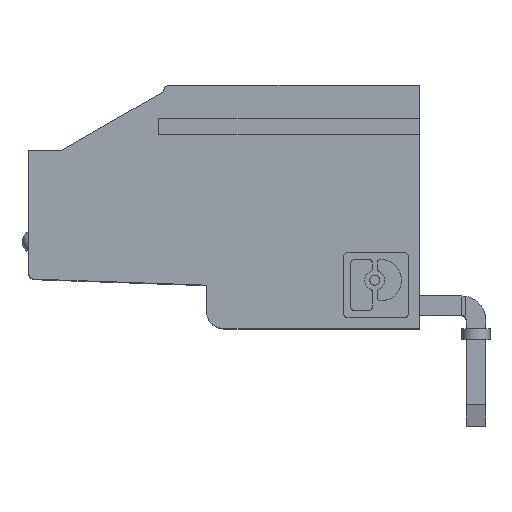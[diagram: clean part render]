
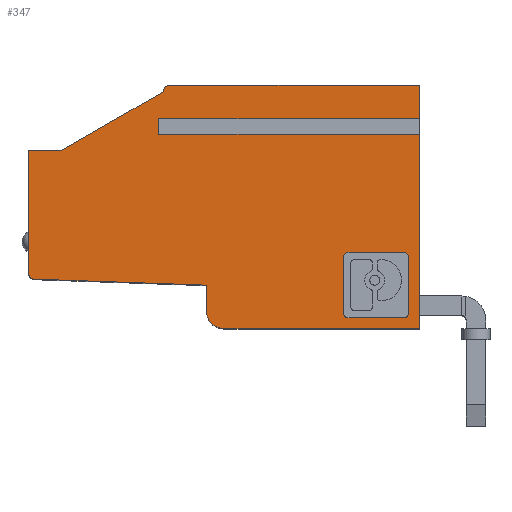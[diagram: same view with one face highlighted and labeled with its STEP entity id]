
A CAD part, top view. The second image highlights one B-rep face of the part: STEP entity #347.
In plain terms, the highlighted planar face has unit normal (0, 0, 1).
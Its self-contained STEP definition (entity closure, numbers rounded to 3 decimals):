
#347=ADVANCED_FACE('',(#879,#880),#881,.F.);
#879=FACE_OUTER_BOUND('',#1595,.T.);
#880=FACE_BOUND('',#1596,.T.);
#881=PLANE('',#1597);
#1595=EDGE_LOOP('',(#2595,#2596,#2597,#2598,#2599,#2600,#2601,#2602,#2603,#2604,#2605,#2606,#2607,#2608,#2609));
#1596=EDGE_LOOP('',(#2610,#2611,#2612,#2613,#2614,#2615,#2616,#2617));
#1597=AXIS2_PLACEMENT_3D('',#2618,#2619,#2620);
#2595=ORIENTED_EDGE('',*,*,#4484,.F.);
#2596=ORIENTED_EDGE('',*,*,#4485,.T.);
#2597=ORIENTED_EDGE('',*,*,#4486,.T.);
#2598=ORIENTED_EDGE('',*,*,#4487,.T.);
#2599=ORIENTED_EDGE('',*,*,#4488,.F.);
#2600=ORIENTED_EDGE('',*,*,#4222,.T.);
#2601=ORIENTED_EDGE('',*,*,#4489,.F.);
#2602=ORIENTED_EDGE('',*,*,#4490,.T.);
#2603=ORIENTED_EDGE('',*,*,#4270,.T.);
#2604=ORIENTED_EDGE('',*,*,#4491,.F.);
#2605=ORIENTED_EDGE('',*,*,#4492,.T.);
#2606=ORIENTED_EDGE('',*,*,#4493,.T.);
#2607=ORIENTED_EDGE('',*,*,#4383,.T.);
#2608=ORIENTED_EDGE('',*,*,#4494,.F.);
#2609=ORIENTED_EDGE('',*,*,#4495,.T.);
#2610=ORIENTED_EDGE('',*,*,#4209,.F.);
#2611=ORIENTED_EDGE('',*,*,#4496,.T.);
#2612=ORIENTED_EDGE('',*,*,#4497,.F.);
#2613=ORIENTED_EDGE('',*,*,#4233,.T.);
#2614=ORIENTED_EDGE('',*,*,#4498,.F.);
#2615=ORIENTED_EDGE('',*,*,#4499,.T.);
#2616=ORIENTED_EDGE('',*,*,#4500,.F.);
#2617=ORIENTED_EDGE('',*,*,#4501,.T.);
#2618=CARTESIAN_POINT('',(75.486,-34.297,2.597));
#2619=DIRECTION('',(0.,0.,-1.0));
#2620=DIRECTION('',(0.,-1.0,0.));
#4209=EDGE_CURVE('',#5010,#5005,#5012,.T.);
#4222=EDGE_CURVE('',#5036,#5034,#5037,.T.);
#4233=EDGE_CURVE('',#5049,#5054,#5056,.T.);
#4270=EDGE_CURVE('',#5126,#5123,#5127,.T.);
#4383=EDGE_CURVE('',#5326,#5323,#5327,.T.);
#4484=EDGE_CURVE('',#5494,#5495,#5496,.T.);
#4485=EDGE_CURVE('',#5494,#5497,#5498,.T.);
#4486=EDGE_CURVE('',#5497,#5499,#5500,.T.);
#4487=EDGE_CURVE('',#5499,#5501,#5502,.T.);
#4488=EDGE_CURVE('',#5036,#5501,#5503,.T.);
#4489=EDGE_CURVE('',#5504,#5034,#5505,.T.);
#4490=EDGE_CURVE('',#5504,#5126,#5506,.T.);
#4491=EDGE_CURVE('',#5507,#5123,#5508,.T.);
#4492=EDGE_CURVE('',#5507,#5509,#5510,.T.);
#4493=EDGE_CURVE('',#5509,#5326,#5511,.T.);
#4494=EDGE_CURVE('',#5512,#5323,#5513,.T.);
#4495=EDGE_CURVE('',#5512,#5495,#5514,.T.);
#4496=EDGE_CURVE('',#5010,#5515,#5516,.T.);
#4497=EDGE_CURVE('',#5049,#5515,#5517,.T.);
#4498=EDGE_CURVE('',#5518,#5054,#5519,.T.);
#4499=EDGE_CURVE('',#5518,#5520,#5521,.T.);
#4500=EDGE_CURVE('',#5522,#5520,#5523,.T.);
#4501=EDGE_CURVE('',#5522,#5005,#5524,.T.);
#5005=VERTEX_POINT('',#6172);
#5010=VERTEX_POINT('',#6178);
#5012=CIRCLE('',#6181,0.211);
#5034=VERTEX_POINT('',#6210);
#5036=VERTEX_POINT('',#6213);
#5037=LINE('',#6214,#6215);
#5049=VERTEX_POINT('',#6232);
#5054=VERTEX_POINT('',#6239);
#5056=LINE('',#6242,#6243);
#5123=VERTEX_POINT('',#6322);
#5126=VERTEX_POINT('',#6326);
#5127=LINE('',#6327,#6328);
#5323=VERTEX_POINT('',#6704);
#5326=VERTEX_POINT('',#6708);
#5327=LINE('',#6709,#6710);
#5494=VERTEX_POINT('',#7194);
#5495=VERTEX_POINT('',#7195);
#5496=LINE('',#7196,#7197);
#5497=VERTEX_POINT('',#7198);
#5498=CIRCLE('',#7199,0.8);
#5499=VERTEX_POINT('',#7200);
#5500=LINE('',#7201,#7202);
#5501=VERTEX_POINT('',#7203);
#5502=LINE('',#7204,#7205);
#5503=LINE('',#7206,#7207);
#5504=VERTEX_POINT('',#7208);
#5505=LINE('',#7209,#7210);
#5506=LINE('',#7211,#7212);
#5507=VERTEX_POINT('',#7213);
#5508=CIRCLE('',#7214,0.3);
#5509=VERTEX_POINT('',#7215);
#5510=LINE('',#7216,#7217);
#5511=LINE('',#7218,#7219);
#5512=VERTEX_POINT('',#7220);
#5513=CIRCLE('',#7221,0.3);
#5514=LINE('',#7222,#7223);
#5515=VERTEX_POINT('',#7224);
#5516=LINE('',#7225,#7226);
#5517=CIRCLE('',#7227,0.211);
#5518=VERTEX_POINT('',#7228);
#5519=CIRCLE('',#7229,0.211);
#5520=VERTEX_POINT('',#7230);
#5521=LINE('',#7231,#7232);
#5522=VERTEX_POINT('',#7233);
#5523=CIRCLE('',#7234,0.211);
#5524=LINE('',#7235,#7236);
#6172=CARTESIAN_POINT('',(-0.711,3.5,2.597));
#6178=CARTESIAN_POINT('',(-0.5,3.289,2.597));
#6181=AXIS2_PLACEMENT_3D('',#8265,#8266,#8267);
#6210=CARTESIAN_POINT('',(-12.0,9.507,2.597));
#6213=CARTESIAN_POINT('',(-12.0,9.093,2.597));
#6214=CARTESIAN_POINT('',(-12.0,-34.297,2.597));
#6215=VECTOR('',#8282,1.0);
#6232=CARTESIAN_POINT('',(-0.711,0.5,2.597));
#6239=CARTESIAN_POINT('',(-3.289,0.5,2.597));
#6242=CARTESIAN_POINT('',(75.486,0.5,2.597));
#6243=VECTOR('',#8291,1.0);
#6322=CARTESIAN_POINT('',(-11.5,11.2,2.597));
#6326=CARTESIAN_POINT('',(0.0,11.2,2.597));
#6327=CARTESIAN_POINT('',(75.486,11.2,2.597));
#6328=VECTOR('',#8368,1.0);
#6704=CARTESIAN_POINT('',(-18.,2.573,2.597));
#6708=CARTESIAN_POINT('',(-18.0,8.2,2.597));
#6709=CARTESIAN_POINT('',(-18.0,-34.297,2.597));
#6710=VECTOR('',#8490,1.0);
#7194=CARTESIAN_POINT('',(-9.8,0.8,2.597));
#7195=CARTESIAN_POINT('',(-9.8,1.997,2.597));
#7196=CARTESIAN_POINT('',(-9.8,-34.297,2.597));
#7197=VECTOR('',#8607,1.0);
#7198=CARTESIAN_POINT('',(-9.0,0.,2.597));
#7199=AXIS2_PLACEMENT_3D('',#8608,#8609,#8610);
#7200=CARTESIAN_POINT('',(0.0,0.,2.597));
#7201=CARTESIAN_POINT('',(75.486,0.,2.597));
#7202=VECTOR('',#8611,1.0);
#7203=CARTESIAN_POINT('',(0.0,9.093,2.597));
#7204=CARTESIAN_POINT('',(0.0,-34.297,2.597));
#7205=VECTOR('',#8612,1.0);
#7206=CARTESIAN_POINT('',(75.486,9.093,2.597));
#7207=VECTOR('',#8613,1.0);
#7208=CARTESIAN_POINT('',(0.0,9.507,2.597));
#7209=CARTESIAN_POINT('',(75.486,9.507,2.597));
#7210=VECTOR('',#8614,1.0);
#7211=CARTESIAN_POINT('',(0.0,-34.297,2.597));
#7212=VECTOR('',#8615,1.0);
#7213=CARTESIAN_POINT('',(-11.8,10.9,2.597));
#7214=AXIS2_PLACEMENT_3D('',#8616,#8617,#8618);
#7215=CARTESIAN_POINT('',(-16.477,8.2,2.597));
#7216=CARTESIAN_POINT('',(75.486,61.295,2.597));
#7217=VECTOR('',#8619,1.0);
#7218=CARTESIAN_POINT('',(75.486,8.2,2.597));
#7219=VECTOR('',#8620,1.0);
#7220=CARTESIAN_POINT('',(-17.71,2.273,2.597));
#7221=AXIS2_PLACEMENT_3D('',#8621,#8622,#8623);
#7222=CARTESIAN_POINT('',(75.486,-0.982,2.597));
#7223=VECTOR('',#8624,1.0);
#7224=CARTESIAN_POINT('',(-0.5,0.711,2.597));
#7225=CARTESIAN_POINT('',(-0.5,-34.297,2.597));
#7226=VECTOR('',#8625,1.0);
#7227=AXIS2_PLACEMENT_3D('',#8626,#8627,#8628);
#7228=CARTESIAN_POINT('',(-3.5,0.711,2.597));
#7229=AXIS2_PLACEMENT_3D('',#8629,#8630,#8631);
#7230=CARTESIAN_POINT('',(-3.5,3.289,2.597));
#7231=CARTESIAN_POINT('',(-3.5,-34.297,2.597));
#7232=VECTOR('',#8632,1.0);
#7233=CARTESIAN_POINT('',(-3.289,3.5,2.597));
#7234=AXIS2_PLACEMENT_3D('',#8633,#8634,#8635);
#7235=CARTESIAN_POINT('',(75.486,3.5,2.597));
#7236=VECTOR('',#8636,1.0);
#8265=CARTESIAN_POINT('',(-0.711,3.289,2.597));
#8266=DIRECTION('',(0.0,0.0,1.0));
#8267=DIRECTION('',(1.0,0.,0.0));
#8282=DIRECTION('',(0.,1.0,0.));
#8291=DIRECTION('',(-1.0,0.,0.));
#8368=DIRECTION('',(-1.0,0.,0.0));
#8490=DIRECTION('',(0.,-1.0,0.));
#8607=DIRECTION('',(0.,1.0,0.));
#8608=CARTESIAN_POINT('',(-9.0,0.8,2.597));
#8609=DIRECTION('',(0.,0.,1.0));
#8610=DIRECTION('',(0.,1.0,0.));
#8611=DIRECTION('',(1.0,0.,0.0));
#8612=DIRECTION('',(0.,1.0,0.));
#8613=DIRECTION('',(1.0,0.,0.0));
#8614=DIRECTION('',(-1.0,0.,0.0));
#8615=DIRECTION('',(0.,1.0,0.));
#8616=CARTESIAN_POINT('',(-11.5,10.9,2.597));
#8617=DIRECTION('',(0.,0.,-1.0));
#8618=DIRECTION('',(0.,-1.0,0.));
#8619=DIRECTION('',(-0.866,-0.5,0.));
#8620=DIRECTION('',(-1.0,0.,0.0));
#8621=CARTESIAN_POINT('',(-17.7,2.573,2.597));
#8622=DIRECTION('',(0.,0.,-1.0));
#8623=DIRECTION('',(0.,-1.0,0.));
#8624=DIRECTION('',(0.999,-0.035,0.));
#8625=DIRECTION('',(0.,-1.0,0.));
#8626=CARTESIAN_POINT('',(-0.711,0.711,2.597));
#8627=DIRECTION('',(0.0,0.0,1.0));
#8628=DIRECTION('',(1.0,0.,0.0));
#8629=CARTESIAN_POINT('',(-3.289,0.711,2.597));
#8630=DIRECTION('',(0.0,0.0,1.0));
#8631=DIRECTION('',(1.0,0.,0.0));
#8632=DIRECTION('',(0.,1.0,0.));
#8633=CARTESIAN_POINT('',(-3.289,3.289,2.597));
#8634=DIRECTION('',(0.0,0.0,1.0));
#8635=DIRECTION('',(1.0,0.,0.0));
#8636=DIRECTION('',(1.0,0.,0.));
